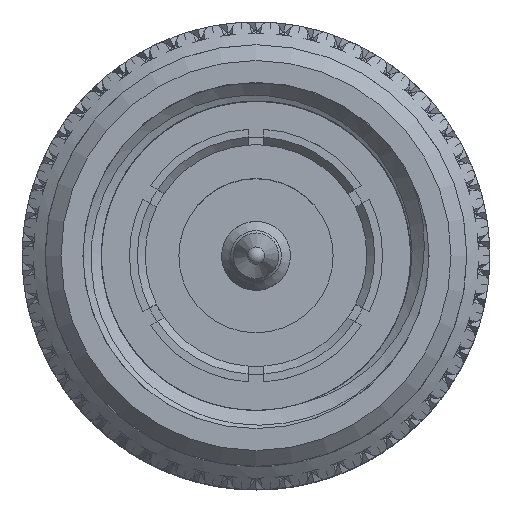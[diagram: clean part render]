
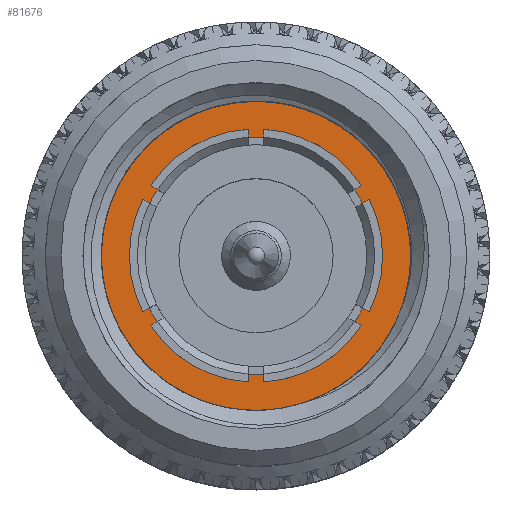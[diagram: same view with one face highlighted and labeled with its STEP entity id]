
A CAD part, top view. The second image highlights one B-rep face of the part: STEP entity #81676.
In plain terms, the highlighted face is planar.
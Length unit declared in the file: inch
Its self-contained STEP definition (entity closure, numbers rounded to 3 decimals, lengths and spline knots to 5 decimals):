
#5497 = AXIS2_PLACEMENT_3D ( 'NONE', #154279, #35697, #24419 ) ;
#9057 = ORIENTED_EDGE ( 'NONE', *, *, #62427, .F. ) ;
#15692 = FACE_BOUND ( 'NONE', #44740, .T. ) ;
#19068 = DIRECTION ( 'NONE',  ( -1., 0., 0. ) ) ;
#24419 = DIRECTION ( 'NONE',  ( 0., -1., 0. ) ) ;
#29565 = DIRECTION ( 'NONE',  ( 0., -1., 0. ) ) ;
#35697 = DIRECTION ( 'NONE',  ( -1., 0., 0. ) ) ;
#44740 = EDGE_LOOP ( 'NONE', ( #9057 ) ) ;
#49912 = VERTEX_POINT ( 'NONE', #77555 ) ;
#56179 = AXIS2_PLACEMENT_3D ( 'NONE', #110842, #19068, #83922 ) ;
#62427 = EDGE_CURVE ( 'NONE', #146019, #146019, #154774, .T. ) ;
#69243 = PLANE ( 'NONE',  #56179 ) ;
#70950 = EDGE_CURVE ( 'NONE', #49912, #49912, #149443, .T. ) ;
#73294 = ORIENTED_EDGE ( 'NONE', *, *, #70950, .T. ) ;
#77555 = CARTESIAN_POINT ( 'NONE',  ( 0.55, -0.21875, 0. ) ) ;
#81676 = ADVANCED_FACE ( 'NONE', ( #137638, #15692 ), #69243, .T. ) ;
#83922 = DIRECTION ( 'NONE',  ( 0., -1., 0. ) ) ;
#110842 = CARTESIAN_POINT ( 'NONE',  ( 0.55, 0., 0. ) ) ;
#122316 = EDGE_LOOP ( 'NONE', ( #73294 ) ) ;
#133423 = DIRECTION ( 'NONE',  ( -1., 0., 0. ) ) ;
#137638 = FACE_OUTER_BOUND ( 'NONE', #122316, .T. ) ;
#141173 = AXIS2_PLACEMENT_3D ( 'NONE', #159422, #133423, #29565 ) ;
#142566 = CARTESIAN_POINT ( 'NONE',  ( 0.55, -0.15, 0. ) ) ;
#146019 = VERTEX_POINT ( 'NONE', #142566 ) ;
#149443 = CIRCLE ( 'NONE', #141173, 0.21875 ) ;
#154279 = CARTESIAN_POINT ( 'NONE',  ( 0.55, 0., 0. ) ) ;
#154774 = CIRCLE ( 'NONE', #5497, 0.15 ) ;
#159422 = CARTESIAN_POINT ( 'NONE',  ( 0.55, 0., 0. ) ) ;
